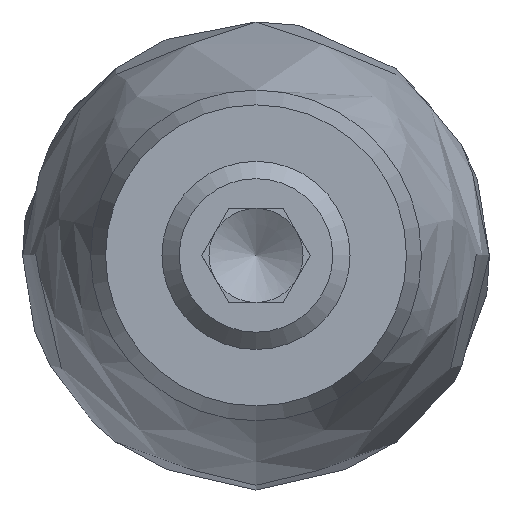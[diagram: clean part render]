
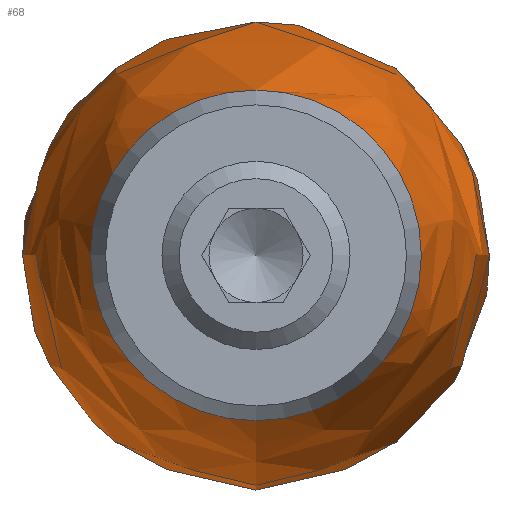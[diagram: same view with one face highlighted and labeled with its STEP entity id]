
A CAD part, left-side view. The second image highlights one B-rep face of the part: STEP entity #68.
In plain terms, the highlighted free-form (B-spline) face has degree [3, 3] with [4, 7] control points.
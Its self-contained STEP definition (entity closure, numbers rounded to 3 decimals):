
#68 = ADVANCED_FACE( '', ( #145, #146 ), #147, .T. );
#145 = FACE_OUTER_BOUND( '', #228, .T. );
#146 = FACE_OUTER_BOUND( '', #229, .T. );
#147 = ( BOUNDED_SURFACE(  )B_SPLINE_SURFACE( 3, 3, ( ( #232, #233, #234, #235, #236, #237, #238 ), ( #239, #240, #241, #242, #243, #244, #245 ), ( #246, #247, #248, #249, #250, #251, #252 ), ( #253, #254, #255, #256, #257, #258, #259 ) ), .UNSPECIFIED., .F., .T., .F. )B_SPLINE_SURFACE_WITH_KNOTS( ( 4, 4 ), ( 4, 3, 4 ), ( 0., 6.283 ), ( -0.388, 0.106, 0.6 ), .UNSPECIFIED. )GEOMETRIC_REPRESENTATION_ITEM(  )RATIONAL_B_SPLINE_SURFACE( ( ( 1., 0.333, 0.333, 1., 0.333, 0.333, 1. ), ( 0.92, 0.307, 0.307, 0.92, 0.307, 0.307, 0.92 ), ( 0.92, 0.307, 0.307, 0.92, 0.307, 0.307, 0.92 ), ( 1., 0.333, 0.333, 1., 0.333, 0.333, 1. ) ) )REPRESENTATION_ITEM( '' )SURFACE(  ) );
#228 = EDGE_LOOP( '', ( #386 ) );
#229 = EDGE_LOOP( '', ( #387 ) );
#232 = CARTESIAN_POINT( '', ( 78.242, 0., -3.76 ) );
#233 = CARTESIAN_POINT( '', ( 78.242, 7.52, -3.76 ) );
#234 = CARTESIAN_POINT( '', ( 78.242, 7.52, 3.76 ) );
#235 = CARTESIAN_POINT( '', ( 78.242, 0., 3.76 ) );
#236 = CARTESIAN_POINT( '', ( 78.242, -7.52, 3.76 ) );
#237 = CARTESIAN_POINT( '', ( 78.242, -7.52, -3.76 ) );
#238 = CARTESIAN_POINT( '', ( 78.242, 0., -3.76 ) );
#239 = CARTESIAN_POINT( '', ( 64.072, 0., -13.459 ) );
#240 = CARTESIAN_POINT( '', ( 64.072, 26.918, -13.459 ) );
#241 = CARTESIAN_POINT( '', ( 64.072, 26.918, 13.459 ) );
#242 = CARTESIAN_POINT( '', ( 64.072, 0., 13.459 ) );
#243 = CARTESIAN_POINT( '', ( 64.072, -26.918, 13.459 ) );
#244 = CARTESIAN_POINT( '', ( 64.072, -26.918, -13.459 ) );
#245 = CARTESIAN_POINT( '', ( 64.072, 0., -13.459 ) );
#246 = CARTESIAN_POINT( '', ( 46.998, 0., -15.281 ) );
#247 = CARTESIAN_POINT( '', ( 46.998, 30.562, -15.281 ) );
#248 = CARTESIAN_POINT( '', ( 46.998, 30.562, 15.281 ) );
#249 = CARTESIAN_POINT( '', ( 46.998, 0., 15.281 ) );
#250 = CARTESIAN_POINT( '', ( 46.998, -30.562, 15.281 ) );
#251 = CARTESIAN_POINT( '', ( 46.998, -30.562, -15.281 ) );
#252 = CARTESIAN_POINT( '', ( 46.998, 0., -15.281 ) );
#253 = CARTESIAN_POINT( '', ( 31.1, 0., -8.79 ) );
#254 = CARTESIAN_POINT( '', ( 31.1, 17.581, -8.79 ) );
#255 = CARTESIAN_POINT( '', ( 31.1, 17.581, 8.79 ) );
#256 = CARTESIAN_POINT( '', ( 31.1, 0., 8.79 ) );
#257 = CARTESIAN_POINT( '', ( 31.1, -17.581, 8.79 ) );
#258 = CARTESIAN_POINT( '', ( 31.1, -17.581, -8.79 ) );
#259 = CARTESIAN_POINT( '', ( 31.1, 0., -8.79 ) );
#386 = ORIENTED_EDGE( '', *, *, #505, .T. );
#387 = ORIENTED_EDGE( '', *, *, #506, .F. );
#505 = EDGE_CURVE( '', #589, #589, #590, .T. );
#506 = EDGE_CURVE( '', #591, #591, #592, .T. );
#589 = VERTEX_POINT( '', #693 );
#590 = CIRCLE( '', #694, 8.79 );
#591 = VERTEX_POINT( '', #695 );
#592 = CIRCLE( '', #696, 3.76 );
#693 = CARTESIAN_POINT( '', ( 31.1, 0., -8.79 ) );
#694 = AXIS2_PLACEMENT_3D( '', #775, #776, #777 );
#695 = CARTESIAN_POINT( '', ( 78.242, 0., -3.76 ) );
#696 = AXIS2_PLACEMENT_3D( '', #778, #779, #780 );
#775 = CARTESIAN_POINT( '', ( 31.1, 0., 0. ) );
#776 = DIRECTION( '', ( 1., 0., 0. ) );
#777 = DIRECTION( '', ( 0., 0., -1. ) );
#778 = CARTESIAN_POINT( '', ( 78.242, 0., 0. ) );
#779 = DIRECTION( '', ( 1., 0., 0. ) );
#780 = DIRECTION( '', ( 0., 0., -1. ) );
